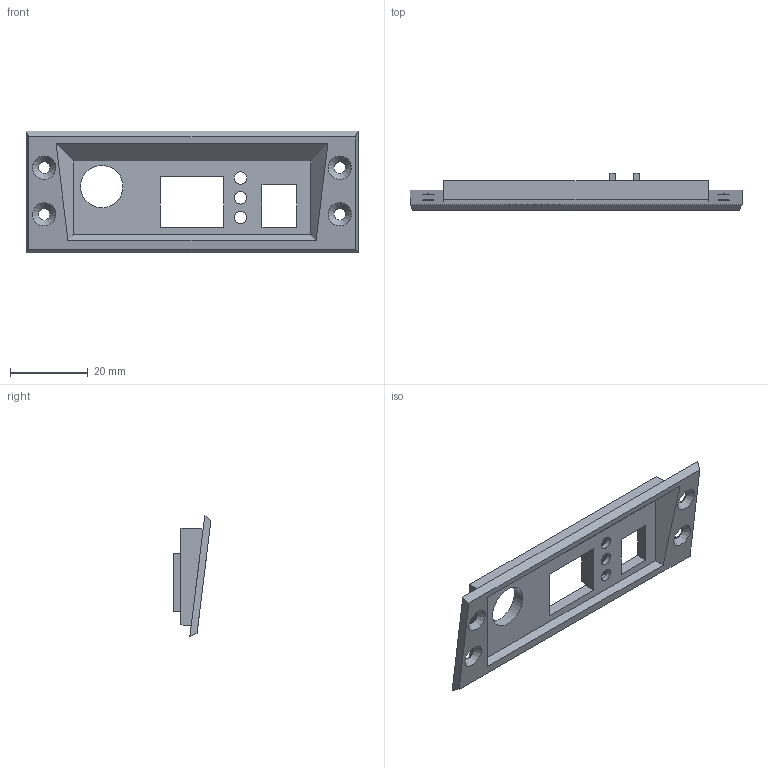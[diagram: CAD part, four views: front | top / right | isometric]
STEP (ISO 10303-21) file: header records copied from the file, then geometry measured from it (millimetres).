
FILE_DESCRIPTION(/* description */ (''),/* implementation_level */ '2;1');
FILE_NAME(/* name */ 'beovox-panel-mount.step',/* time_stamp */ '2024-03-18T10:09:18-06:00',/* author */ (''),/* organization */ (''),/* preprocessor_version */ 'ST-DEVELOPER v20',/* originating_system */ 'Autodesk Translation Framework v12.20.1.177',/* authorisation */ '');
FILE_SCHEMA (('AUTOMOTIVE_DESIGN { 1 0 10303 214 3 1 1 }'));
Length unit declared in the file: millimetre
Products named in the file (1): beovox-panel-mount
Bounding box: 85.38 x 9.67 x 31.37 mm (x, y, z)
Volume: 6125.1 mm3; surface area: 6324.7 mm2
Topology: 1 solids, 1 shells, 50 faces, 133 edges, 88 vertices
Faces by surface type: plane 38, cylinder 8, bspline 4
Full cylindrical faces by diameter (mm): 3 x2, 3.02 x2, 3.2 x3, 10.9 x1
Entity records: 1903 total; most frequent: CARTESIAN_POINT 620, ORIENTED_EDGE 266, DIRECTION 225, EDGE_CURVE 133, LINE 107, VECTOR 107, VERTEX_POINT 88, EDGE_LOOP 73
